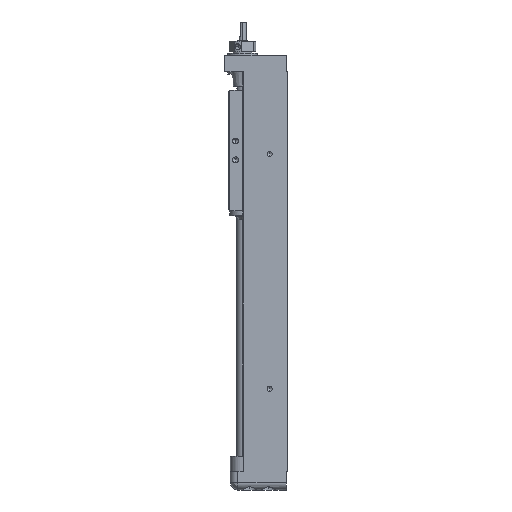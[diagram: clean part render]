
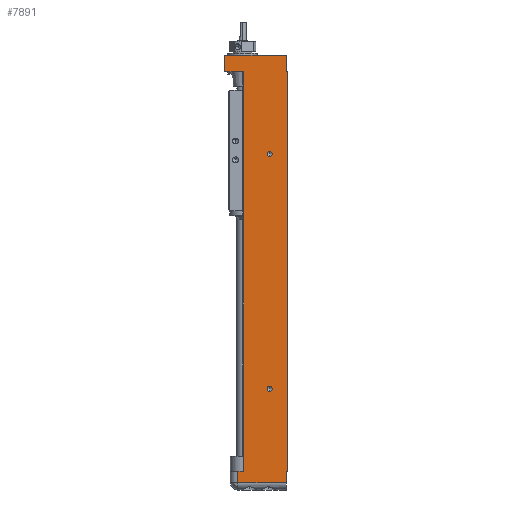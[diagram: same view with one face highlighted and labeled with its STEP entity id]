
A CAD part, left-side view. The second image highlights one B-rep face of the part: STEP entity #7891.
In plain terms, the highlighted planar face has unit normal (-1, 0, 0).
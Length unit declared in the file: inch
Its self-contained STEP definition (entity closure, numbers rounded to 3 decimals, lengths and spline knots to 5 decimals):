
#53 = VECTOR ( 'NONE', #5143, 39.37008 ) ;
#61 = VECTOR ( 'NONE', #29067, 39.37008 ) ;
#152 = CARTESIAN_POINT ( 'NONE',  ( -0.98425, 0.73228, 3.62008 ) ) ;
#542 = ORIENTED_EDGE ( 'NONE', *, *, #26765, .T. ) ;
#597 = CARTESIAN_POINT ( 'NONE',  ( -0.98425, 0.82776, -3.34646 ) ) ;
#701 = LINE ( 'NONE', #26210, #24169 ) ;
#833 = CARTESIAN_POINT ( 'NONE',  ( -0.98425, 0.73228, 3.34646 ) ) ;
#1201 = EDGE_CURVE ( 'NONE', #23699, #19162, #26282, .T. ) ;
#1560 = LINE ( 'NONE', #7214, #31227 ) ;
#1596 = CIRCLE ( 'NONE', #37664, 0.04283 ) ;
#1793 = VECTOR ( 'NONE', #22134, 39.37008 ) ;
#2198 = EDGE_CURVE ( 'NONE', #25416, #23699, #37247, .T. ) ;
#2217 = CARTESIAN_POINT ( 'NONE',  ( -0.98425, 0.01575, -3.34646 ) ) ;
#2380 = EDGE_CURVE ( 'NONE', #7691, #16789, #26924, .T. ) ;
#2424 = CARTESIAN_POINT ( 'NONE',  ( -0.98425, 0.29528, -2.01134 ) ) ;
#2836 = FACE_BOUND ( 'NONE', #37577, .T. ) ;
#3107 = CIRCLE ( 'NONE', #20486, 0.04283 ) ;
#3344 = DIRECTION ( 'NONE',  ( 0., 1., 0. ) ) ;
#3363 = AXIS2_PLACEMENT_3D ( 'NONE', #17057, #26698, #30440 ) ;
#3452 = EDGE_CURVE ( 'NONE', #8771, #25416, #6479, .T. ) ;
#3552 = CARTESIAN_POINT ( 'NONE',  ( -0.98425, 0.73228, -3.34646 ) ) ;
#3706 = VECTOR ( 'NONE', #5572, 39.37008 ) ;
#3934 = ORIENTED_EDGE ( 'NONE', *, *, #11556, .F. ) ;
#4092 = DIRECTION ( 'NONE',  ( 0., 0., 1. ) ) ;
#4267 = CARTESIAN_POINT ( 'NONE',  ( -0.98425, 0.29528, 1.9685 ) ) ;
#5143 = DIRECTION ( 'NONE',  ( 0., 0., 1. ) ) ;
#5572 = DIRECTION ( 'NONE',  ( 0., -1., 0. ) ) ;
#5575 = ORIENTED_EDGE ( 'NONE', *, *, #22558, .T. ) ;
#5648 = DIRECTION ( 'NONE',  ( 0., 0., 1. ) ) ;
#5765 = FACE_BOUND ( 'NONE', #12475, .T. ) ;
#6479 = LINE ( 'NONE', #833, #11010 ) ;
#6486 = VERTEX_POINT ( 'NONE', #36937 ) ;
#7214 = CARTESIAN_POINT ( 'NONE',  ( -0.98425, 0.82776, -3.34646 ) ) ;
#7616 = DIRECTION ( 'NONE',  ( 0., 0., 1. ) ) ;
#7691 = VERTEX_POINT ( 'NONE', #9808 ) ;
#7891 = ADVANCED_FACE ( 'NONE', ( #2836, #5765, #21261 ), #11829, .T. ) ;
#8063 = CIRCLE ( 'NONE', #3363, 0.04283 ) ;
#8161 = DIRECTION ( 'NONE',  ( 0., -1., 0. ) ) ;
#8771 = VERTEX_POINT ( 'NONE', #30777 ) ;
#8963 = DIRECTION ( 'NONE',  ( 1., 0., 0. ) ) ;
#9403 = AXIS2_PLACEMENT_3D ( 'NONE', #21882, #34003, #12673 ) ;
#9808 = CARTESIAN_POINT ( 'NONE',  ( -0.98425, 0.01575, -3.53642 ) ) ;
#10114 = EDGE_CURVE ( 'NONE', #6486, #29655, #32201, .T. ) ;
#10121 = VECTOR ( 'NONE', #40232, 39.37008 ) ;
#10158 = ORIENTED_EDGE ( 'NONE', *, *, #2198, .T. ) ;
#10893 = EDGE_CURVE ( 'NONE', #29655, #16751, #701, .T. ) ;
#11010 = VECTOR ( 'NONE', #3344, 39.37008 ) ;
#11556 = EDGE_CURVE ( 'NONE', #8771, #32271, #28420, .T. ) ;
#11829 = PLANE ( 'NONE',  #9403 ) ;
#12151 = EDGE_CURVE ( 'NONE', #19162, #40503, #37492, .T. ) ;
#12475 = EDGE_LOOP ( 'NONE', ( #36952, #542 ) ) ;
#12673 = DIRECTION ( 'NONE',  ( 0., -1., 0. ) ) ;
#12934 = CARTESIAN_POINT ( 'NONE',  ( -0.98425, 0.01575, 3.62008 ) ) ;
#14028 = VERTEX_POINT ( 'NONE', #2424 ) ;
#14502 = AXIS2_PLACEMENT_3D ( 'NONE', #37641, #8963, #4092 ) ;
#14586 = CARTESIAN_POINT ( 'NONE',  ( -0.98425, 0.01575, -3.34646 ) ) ;
#14897 = CARTESIAN_POINT ( 'NONE',  ( -0.98425, 1.04628, -3.34646 ) ) ;
#15480 = VECTOR ( 'NONE', #5648, 39.37008 ) ;
#15609 = LINE ( 'NONE', #41361, #3706 ) ;
#15633 = CARTESIAN_POINT ( 'NONE',  ( -0.98425, 0.73228, 3.34646 ) ) ;
#15645 = ORIENTED_EDGE ( 'NONE', *, *, #2380, .T. ) ;
#16338 = CARTESIAN_POINT ( 'NONE',  ( -0.98425, 0.29528, 1.9685 ) ) ;
#16751 = VERTEX_POINT ( 'NONE', #597 ) ;
#16789 = VERTEX_POINT ( 'NONE', #14586 ) ;
#16933 = EDGE_CURVE ( 'NONE', #34772, #7691, #15609, .T. ) ;
#17057 = CARTESIAN_POINT ( 'NONE',  ( -0.98425, 0.29528, -1.9685 ) ) ;
#17142 = CARTESIAN_POINT ( 'NONE',  ( -0.98425, 0.29528, -1.92567 ) ) ;
#17161 = CIRCLE ( 'NONE', #14502, 0.04283 ) ;
#18370 = DIRECTION ( 'NONE',  ( 0., 0., -1. ) ) ;
#18378 = LINE ( 'NONE', #30538, #21925 ) ;
#18626 = EDGE_CURVE ( 'NONE', #16751, #34772, #1560, .T. ) ;
#18709 = VECTOR ( 'NONE', #20011, 39.37008 ) ;
#18800 = CARTESIAN_POINT ( 'NONE',  ( -0.98425, 0., -3.34646 ) ) ;
#18963 = LINE ( 'NONE', #15633, #1793 ) ;
#19162 = VERTEX_POINT ( 'NONE', #33486 ) ;
#19328 = CARTESIAN_POINT ( 'NONE',  ( -0.98425, 0.01575, 3.34646 ) ) ;
#19507 = VERTEX_POINT ( 'NONE', #21099 ) ;
#19977 = DIRECTION ( 'NONE',  ( 0., 0., -1. ) ) ;
#20011 = DIRECTION ( 'NONE',  ( 0., 1., 0. ) ) ;
#20486 = AXIS2_PLACEMENT_3D ( 'NONE', #4267, #36468, #7616 ) ;
#21099 = CARTESIAN_POINT ( 'NONE',  ( -0.98425, 0.29528, 2.01134 ) ) ;
#21261 = FACE_OUTER_BOUND ( 'NONE', #29839, .T. ) ;
#21354 = CARTESIAN_POINT ( 'NONE',  ( -0.98425, 0.01575, -3.34646 ) ) ;
#21882 = CARTESIAN_POINT ( 'NONE',  ( -0.98425, 0.73228, -3.34646 ) ) ;
#21925 = VECTOR ( 'NONE', #8161, 39.37008 ) ;
#22134 = DIRECTION ( 'NONE',  ( 0., -1., 0. ) ) ;
#22558 = EDGE_CURVE ( 'NONE', #39519, #14028, #17161, .T. ) ;
#22725 = ORIENTED_EDGE ( 'NONE', *, *, #16933, .T. ) ;
#23067 = DIRECTION ( 'NONE',  ( 0., 1., 0. ) ) ;
#23228 = VERTEX_POINT ( 'NONE', #32029 ) ;
#23510 = EDGE_CURVE ( 'NONE', #16789, #32271, #18378, .T. ) ;
#23699 = VERTEX_POINT ( 'NONE', #12934 ) ;
#24047 = ORIENTED_EDGE ( 'NONE', *, *, #3452, .T. ) ;
#24169 = VECTOR ( 'NONE', #23067, 39.37008 ) ;
#25416 = VERTEX_POINT ( 'NONE', #19328 ) ;
#26102 = EDGE_CURVE ( 'NONE', #40503, #6486, #18963, .T. ) ;
#26210 = CARTESIAN_POINT ( 'NONE',  ( -0.98425, 0.73228, -3.34646 ) ) ;
#26282 = LINE ( 'NONE', #152, #18709 ) ;
#26491 = ORIENTED_EDGE ( 'NONE', *, *, #1201, .T. ) ;
#26583 = CARTESIAN_POINT ( 'NONE',  ( -0.98425, 1.04628, 3.34646 ) ) ;
#26698 = DIRECTION ( 'NONE',  ( 1., 0., 0. ) ) ;
#26765 = EDGE_CURVE ( 'NONE', #23228, #19507, #3107, .T. ) ;
#26924 = LINE ( 'NONE', #2217, #53 ) ;
#26978 = ORIENTED_EDGE ( 'NONE', *, *, #12151, .T. ) ;
#27191 = ORIENTED_EDGE ( 'NONE', *, *, #10893, .T. ) ;
#27795 = CARTESIAN_POINT ( 'NONE',  ( -0.98425, 0., -3.34646 ) ) ;
#27810 = ORIENTED_EDGE ( 'NONE', *, *, #26102, .T. ) ;
#27908 = ORIENTED_EDGE ( 'NONE', *, *, #41288, .T. ) ;
#28420 = LINE ( 'NONE', #27795, #40940 ) ;
#29067 = DIRECTION ( 'NONE',  ( 0., 0., -1. ) ) ;
#29097 = DIRECTION ( 'NONE',  ( 1., 0., 0. ) ) ;
#29655 = VERTEX_POINT ( 'NONE', #40867 ) ;
#29839 = EDGE_LOOP ( 'NONE', ( #27191, #41319, #22725, #15645, #30229, #3934, #24047, #10158, #26491, #26978, #27810, #36913 ) ) ;
#30229 = ORIENTED_EDGE ( 'NONE', *, *, #23510, .T. ) ;
#30440 = DIRECTION ( 'NONE',  ( 0., 0., 1. ) ) ;
#30538 = CARTESIAN_POINT ( 'NONE',  ( -0.98425, 0., -3.34646 ) ) ;
#30777 = CARTESIAN_POINT ( 'NONE',  ( -0.98425, 0., 3.34646 ) ) ;
#31227 = VECTOR ( 'NONE', #19977, 39.37008 ) ;
#32029 = CARTESIAN_POINT ( 'NONE',  ( -0.98425, 0.29528, 1.92567 ) ) ;
#32201 = LINE ( 'NONE', #3552, #61 ) ;
#32271 = VERTEX_POINT ( 'NONE', #18800 ) ;
#33486 = CARTESIAN_POINT ( 'NONE',  ( -0.98425, 1.04628, 3.62008 ) ) ;
#34003 = DIRECTION ( 'NONE',  ( -1., 0., 0. ) ) ;
#34136 = EDGE_CURVE ( 'NONE', #19507, #23228, #1596, .T. ) ;
#34772 = VERTEX_POINT ( 'NONE', #40495 ) ;
#35576 = DIRECTION ( 'NONE',  ( 0., 0., 1. ) ) ;
#36468 = DIRECTION ( 'NONE',  ( 1., 0., 0. ) ) ;
#36913 = ORIENTED_EDGE ( 'NONE', *, *, #10114, .T. ) ;
#36937 = CARTESIAN_POINT ( 'NONE',  ( -0.98425, 0.73228, 3.34646 ) ) ;
#36952 = ORIENTED_EDGE ( 'NONE', *, *, #34136, .T. ) ;
#37247 = LINE ( 'NONE', #21354, #15480 ) ;
#37492 = LINE ( 'NONE', #14897, #10121 ) ;
#37577 = EDGE_LOOP ( 'NONE', ( #5575, #27908 ) ) ;
#37641 = CARTESIAN_POINT ( 'NONE',  ( -0.98425, 0.29528, -1.9685 ) ) ;
#37664 = AXIS2_PLACEMENT_3D ( 'NONE', #16338, #29097, #35576 ) ;
#39519 = VERTEX_POINT ( 'NONE', #17142 ) ;
#40232 = DIRECTION ( 'NONE',  ( 0., 0., -1. ) ) ;
#40495 = CARTESIAN_POINT ( 'NONE',  ( -0.98425, 0.82776, -3.53642 ) ) ;
#40503 = VERTEX_POINT ( 'NONE', #26583 ) ;
#40867 = CARTESIAN_POINT ( 'NONE',  ( -0.98425, 0.73228, -3.34646 ) ) ;
#40940 = VECTOR ( 'NONE', #18370, 39.37008 ) ;
#41288 = EDGE_CURVE ( 'NONE', #14028, #39519, #8063, .T. ) ;
#41319 = ORIENTED_EDGE ( 'NONE', *, *, #18626, .T. ) ;
#41361 = CARTESIAN_POINT ( 'NONE',  ( -0.98425, 0.73228, -3.53642 ) ) ;
